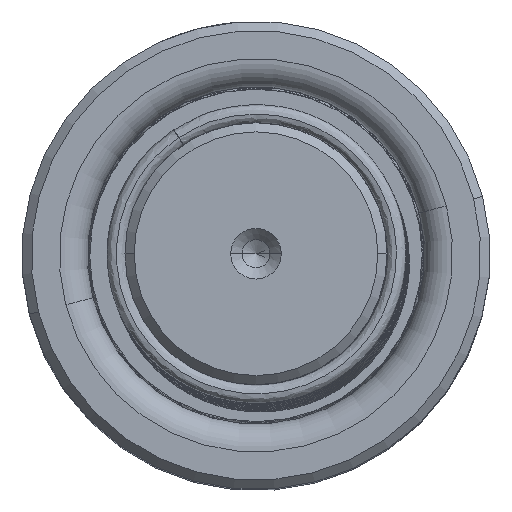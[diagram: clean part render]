
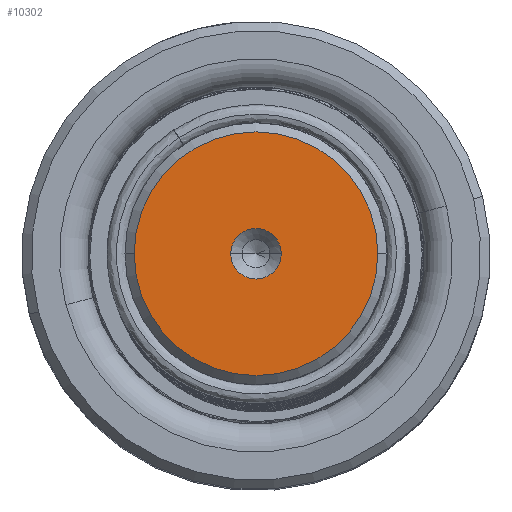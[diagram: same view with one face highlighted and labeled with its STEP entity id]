
A CAD part, top view. The second image highlights one B-rep face of the part: STEP entity #10302.
In plain terms, the highlighted planar face has unit normal (0, 0, 1).
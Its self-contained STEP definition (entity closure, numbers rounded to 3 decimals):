
#1195 = EDGE_CURVE ( 'NONE', #27959, #47499, #8239, .T. ) ;
#3330 = EDGE_CURVE ( 'NONE', #47499, #27959, #19008, .T. ) ;
#5965 = CARTESIAN_POINT ( 'NONE',  ( 0., 0., 180. ) ) ;
#8157 = EDGE_CURVE ( 'NONE', #55306, #42597, #57781, .T. ) ;
#8239 = CIRCLE ( 'NONE', #40891, 2.7 ) ;
#8451 = AXIS2_PLACEMENT_3D ( 'NONE', #29284, #52120, #29483 ) ;
#8727 = EDGE_LOOP ( 'NONE', ( #25127, #33652 ) ) ;
#9145 = CARTESIAN_POINT ( 'NONE',  ( 0., 0., 180. ) ) ;
#9159 = CARTESIAN_POINT ( 'NONE',  ( -2.7, 0., 180. ) ) ;
#9870 = DIRECTION ( 'NONE',  ( 1., 0., 0. ) ) ;
#10302 = ADVANCED_FACE ( 'NONE', ( #39694, #36021 ), #22193, .T. ) ;
#10362 = DIRECTION ( 'NONE',  ( 0., 0., 1. ) ) ;
#14567 = AXIS2_PLACEMENT_3D ( 'NONE', #9145, #10362, #55586 ) ;
#19008 = CIRCLE ( 'NONE', #14567, 2.7 ) ;
#20927 = DIRECTION ( 'NONE',  ( 1., 0., 0. ) ) ;
#22193 = PLANE ( 'NONE',  #47589 ) ;
#23156 = ORIENTED_EDGE ( 'NONE', *, *, #3330, .F. ) ;
#23976 = CARTESIAN_POINT ( 'NONE',  ( 0., 0., 180. ) ) ;
#24345 = DIRECTION ( 'NONE',  ( 1., 0., 0. ) ) ;
#25127 = ORIENTED_EDGE ( 'NONE', *, *, #32160, .T. ) ;
#27940 = CARTESIAN_POINT ( 'NONE',  ( 13.012, 0., 180. ) ) ;
#27959 = VERTEX_POINT ( 'NONE', #9159 ) ;
#29284 = CARTESIAN_POINT ( 'NONE',  ( 0., 0., 180. ) ) ;
#29483 = DIRECTION ( 'NONE',  ( 1., 0., 0. ) ) ;
#32160 = EDGE_CURVE ( 'NONE', #42597, #55306, #38415, .T. ) ;
#33652 = ORIENTED_EDGE ( 'NONE', *, *, #8157, .T. ) ;
#35485 = DIRECTION ( 'NONE',  ( 0., 0., 1. ) ) ;
#36021 = FACE_OUTER_BOUND ( 'NONE', #8727, .T. ) ;
#38169 = CARTESIAN_POINT ( 'NONE',  ( -13.012, 0., 180. ) ) ;
#38415 = CIRCLE ( 'NONE', #53654, 13.012 ) ;
#39694 = FACE_BOUND ( 'NONE', #56173, .T. ) ;
#40891 = AXIS2_PLACEMENT_3D ( 'NONE', #43982, #35485, #20927 ) ;
#42597 = VERTEX_POINT ( 'NONE', #38169 ) ;
#43620 = ORIENTED_EDGE ( 'NONE', *, *, #1195, .F. ) ;
#43982 = CARTESIAN_POINT ( 'NONE',  ( 0., 0., 180. ) ) ;
#47044 = DIRECTION ( 'NONE',  ( 0., 0., 1. ) ) ;
#47499 = VERTEX_POINT ( 'NONE', #54476 ) ;
#47589 = AXIS2_PLACEMENT_3D ( 'NONE', #23976, #47044, #9870 ) ;
#47802 = DIRECTION ( 'NONE',  ( 0., 0., 1. ) ) ;
#52120 = DIRECTION ( 'NONE',  ( 0., 0., 1. ) ) ;
#53654 = AXIS2_PLACEMENT_3D ( 'NONE', #5965, #47802, #24345 ) ;
#54476 = CARTESIAN_POINT ( 'NONE',  ( 2.7, 0., 180. ) ) ;
#55306 = VERTEX_POINT ( 'NONE', #27940 ) ;
#55586 = DIRECTION ( 'NONE',  ( 1., 0., 0. ) ) ;
#56173 = EDGE_LOOP ( 'NONE', ( #23156, #43620 ) ) ;
#57781 = CIRCLE ( 'NONE', #8451, 13.012 ) ;
